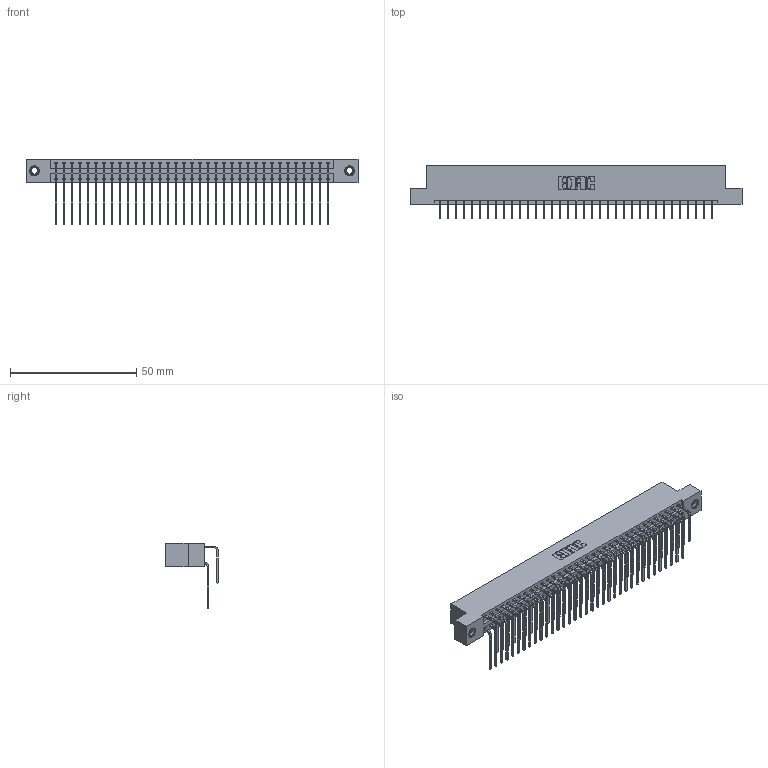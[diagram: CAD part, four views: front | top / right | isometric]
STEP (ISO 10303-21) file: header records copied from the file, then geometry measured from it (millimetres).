
FILE_DESCRIPTION (( 'STEP AP203' ), '1' );
FILE_NAME ('346-070-559-207.STEP', '2018-08-28T23:57:47', ( '' ), ( '' ), 'SwSTEP 2.0', 'SolidWorks 2016', '' );
FILE_SCHEMA (( 'CONFIG_CONTROL_DESIGN' ));
Length unit declared in the file: inch
Products named in the file (5): 346 Part_Flush Mounting Lugs - 0.156 Dia-TI; 345-292-001_558 559 Tail - 1; 345-292-001_559 Tail - 2; 345-250-001_345-250-005-103; 346-070-559-207
Assembly tree (73 placements, depth 2):
  346-070-559-207
    346 Part_Flush Mounting Lugs - 0.156 Dia-TI
    345-292-001_558 559 Tail - 1  x35
    345-292-001_559 Tail - 2  x35
    345-250-001_345-250-005-103  x2
Bounding box: 131.7 x 20.89 x 26.16 mm (x, y, z)
Volume: 13178.2 mm3; surface area: 19975.3 mm2
Topology: 73 solids, 73 shells, 3962 faces, 11735 edges, 7722 vertices
Faces by surface type: plane 2698, cylinder 1248, cone 12, torus 4
Entity records: 26754 total; most frequent: CARTESIAN_POINT 4454, ORIENTED_EDGE 4330, DIRECTION 3975, EDGE_CURVE 2165, LINE 1833, VECTOR 1833, VERTEX_POINT 1436, AXIS2_PLACEMENT_3D 1071
